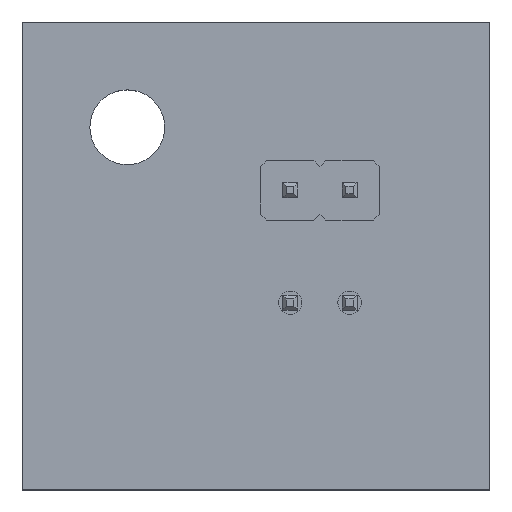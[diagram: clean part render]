
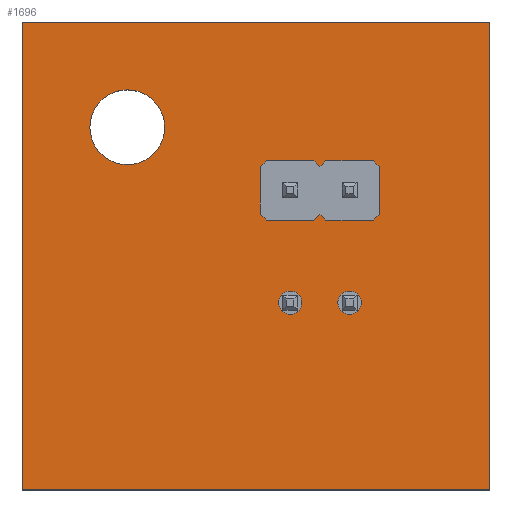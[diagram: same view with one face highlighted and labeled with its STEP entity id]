
A CAD part, top view. The second image highlights one B-rep face of the part: STEP entity #1696.
In plain terms, the highlighted planar face has unit normal (0, 0, 1).
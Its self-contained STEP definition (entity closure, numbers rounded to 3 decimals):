
#1529 = VERTEX_POINT('',#1530);
#1530 = CARTESIAN_POINT('',(70.,-70.,1.6));
#1536 = EDGE_CURVE('',#1529,#1537,#1539,.T.);
#1537 = VERTEX_POINT('',#1538);
#1538 = CARTESIAN_POINT('',(50.,-70.,1.6));
#1539 = LINE('',#1540,#1541);
#1540 = CARTESIAN_POINT('',(70.,-70.,1.6));
#1541 = VECTOR('',#1542,1.);
#1542 = DIRECTION('',(-1.,0.,0.));
#1569 = VERTEX_POINT('',#1570);
#1570 = CARTESIAN_POINT('',(70.,-50.,1.6));
#1576 = EDGE_CURVE('',#1569,#1529,#1577,.T.);
#1577 = LINE('',#1578,#1579);
#1578 = CARTESIAN_POINT('',(70.,-50.,1.6));
#1579 = VECTOR('',#1580,1.);
#1580 = DIRECTION('',(0.,-1.,0.));
#1598 = EDGE_CURVE('',#1537,#1599,#1601,.T.);
#1599 = VERTEX_POINT('',#1600);
#1600 = CARTESIAN_POINT('',(50.,-50.,1.6));
#1601 = LINE('',#1602,#1603);
#1602 = CARTESIAN_POINT('',(50.,-70.,1.6));
#1603 = VECTOR('',#1604,1.);
#1604 = DIRECTION('',(0.,1.,0.));
#1696 = ADVANCED_FACE('',(#1697,#1708,#1719,#1730,#1741,#1752),#1763,.T.
  );
#1697 = FACE_BOUND('',#1698,.T.);
#1698 = EDGE_LOOP('',(#1699,#1700,#1701,#1707));
#1699 = ORIENTED_EDGE('',*,*,#1536,.F.);
#1700 = ORIENTED_EDGE('',*,*,#1576,.F.);
#1701 = ORIENTED_EDGE('',*,*,#1702,.F.);
#1702 = EDGE_CURVE('',#1599,#1569,#1703,.T.);
#1703 = LINE('',#1704,#1705);
#1704 = CARTESIAN_POINT('',(50.,-50.,1.6));
#1705 = VECTOR('',#1706,1.);
#1706 = DIRECTION('',(1.,0.,0.));
#1707 = ORIENTED_EDGE('',*,*,#1598,.F.);
#1708 = FACE_BOUND('',#1709,.T.);
#1709 = EDGE_LOOP('',(#1710));
#1710 = ORIENTED_EDGE('',*,*,#1711,.T.);
#1711 = EDGE_CURVE('',#1712,#1712,#1714,.T.);
#1712 = VERTEX_POINT('',#1713);
#1713 = CARTESIAN_POINT('',(61.46,-62.5,1.6));
#1714 = CIRCLE('',#1715,0.5);
#1715 = AXIS2_PLACEMENT_3D('',#1716,#1717,#1718);
#1716 = CARTESIAN_POINT('',(61.46,-62.,1.6));
#1717 = DIRECTION('',(-0.,0.,-1.));
#1718 = DIRECTION('',(-0.,-1.,0.));
#1719 = FACE_BOUND('',#1720,.T.);
#1720 = EDGE_LOOP('',(#1721));
#1721 = ORIENTED_EDGE('',*,*,#1722,.T.);
#1722 = EDGE_CURVE('',#1723,#1723,#1725,.T.);
#1723 = VERTEX_POINT('',#1724);
#1724 = CARTESIAN_POINT('',(64.,-62.5,1.6));
#1725 = CIRCLE('',#1726,0.5);
#1726 = AXIS2_PLACEMENT_3D('',#1727,#1728,#1729);
#1727 = CARTESIAN_POINT('',(64.,-62.,1.6));
#1728 = DIRECTION('',(-0.,0.,-1.));
#1729 = DIRECTION('',(-0.,-1.,0.));
#1730 = FACE_BOUND('',#1731,.T.);
#1731 = EDGE_LOOP('',(#1732));
#1732 = ORIENTED_EDGE('',*,*,#1733,.T.);
#1733 = EDGE_CURVE('',#1734,#1734,#1736,.T.);
#1734 = VERTEX_POINT('',#1735);
#1735 = CARTESIAN_POINT('',(54.5,-56.1,1.6));
#1736 = CIRCLE('',#1737,1.6);
#1737 = AXIS2_PLACEMENT_3D('',#1738,#1739,#1740);
#1738 = CARTESIAN_POINT('',(54.5,-54.5,1.6));
#1739 = DIRECTION('',(-0.,0.,-1.));
#1740 = DIRECTION('',(-0.,-1.,0.));
#1741 = FACE_BOUND('',#1742,.T.);
#1742 = EDGE_LOOP('',(#1743));
#1743 = ORIENTED_EDGE('',*,*,#1744,.T.);
#1744 = EDGE_CURVE('',#1745,#1745,#1747,.T.);
#1745 = VERTEX_POINT('',#1746);
#1746 = CARTESIAN_POINT('',(61.46,-57.7,1.6));
#1747 = CIRCLE('',#1748,0.5);
#1748 = AXIS2_PLACEMENT_3D('',#1749,#1750,#1751);
#1749 = CARTESIAN_POINT('',(61.46,-57.2,1.6));
#1750 = DIRECTION('',(-0.,0.,-1.));
#1751 = DIRECTION('',(-0.,-1.,0.));
#1752 = FACE_BOUND('',#1753,.T.);
#1753 = EDGE_LOOP('',(#1754));
#1754 = ORIENTED_EDGE('',*,*,#1755,.T.);
#1755 = EDGE_CURVE('',#1756,#1756,#1758,.T.);
#1756 = VERTEX_POINT('',#1757);
#1757 = CARTESIAN_POINT('',(64.,-57.7,1.6));
#1758 = CIRCLE('',#1759,0.5);
#1759 = AXIS2_PLACEMENT_3D('',#1760,#1761,#1762);
#1760 = CARTESIAN_POINT('',(64.,-57.2,1.6));
#1761 = DIRECTION('',(-0.,0.,-1.));
#1762 = DIRECTION('',(-0.,-1.,0.));
#1763 = PLANE('',#1764);
#1764 = AXIS2_PLACEMENT_3D('',#1765,#1766,#1767);
#1765 = CARTESIAN_POINT('',(0.,0.,1.6));
#1766 = DIRECTION('',(0.,0.,1.));
#1767 = DIRECTION('',(1.,0.,-0.));
